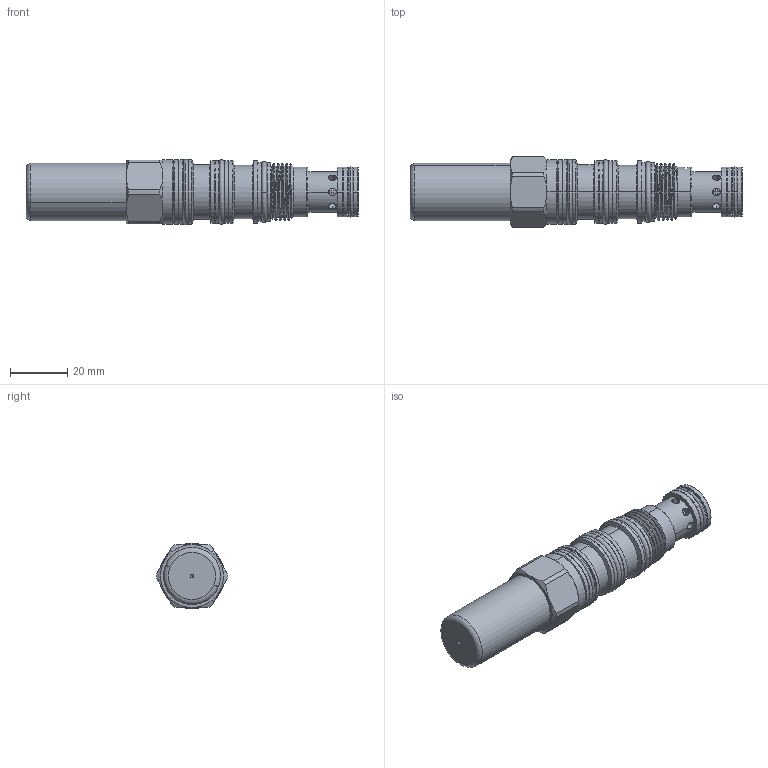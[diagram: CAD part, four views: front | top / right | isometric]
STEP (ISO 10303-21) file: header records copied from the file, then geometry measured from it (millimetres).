
FILE_DESCRIPTION (( 'STEP AP203' ), '1' );
FILE_NAME ('RV21A40-C.STEP', '2020-03-25T00:33:37', ( '' ), ( '' ), 'SwSTEP 2.0', 'SolidWorks 2018', '' );
FILE_SCHEMA (( 'CONFIG_CONTROL_DESIGN' ));
Products named in the file (1): RV21A40-C
Bounding box: 116.04 x 24.79 x 22.98 mm (x, y, z)
Volume: 30984.7 mm3; surface area: 16385.2 mm2
Topology: 7 solids, 8 shells, 807 faces, 2215 edges, 1395 vertices
Faces by surface type: cylinder 602, plane 79, cone 61, torus 52, bspline 9, sphere 4
Entity records: 57302 total; most frequent: CARTESIAN_POINT 37720, ORIENTED_EDGE 4426, DIRECTION 3276, EDGE_CURVE 2213, VERTEX_POINT 1395, AXIS2_PLACEMENT_3D 1296, EDGE_LOOP 1222, B_SPLINE_CURVE_WITH_KNOTS 967
